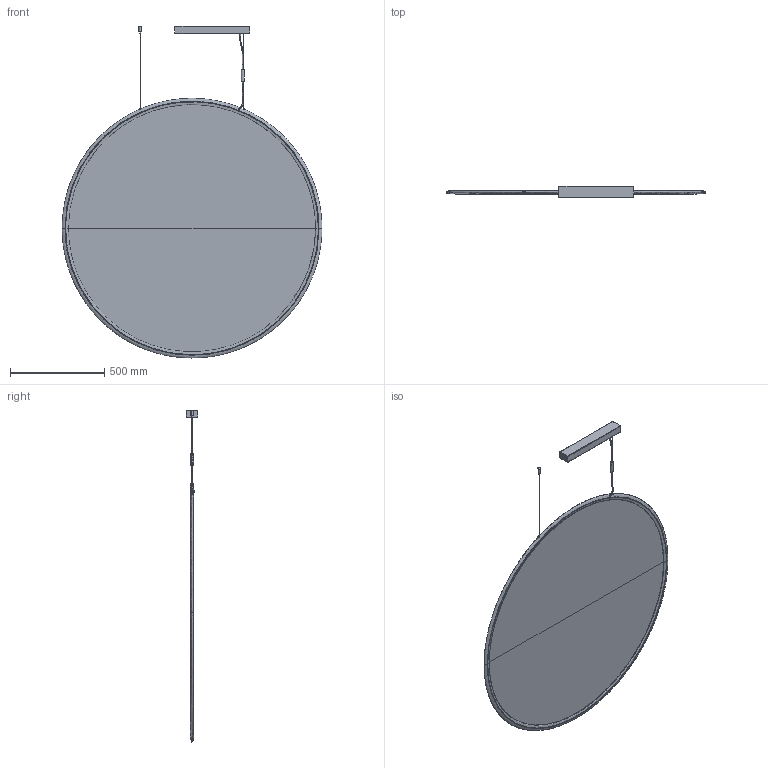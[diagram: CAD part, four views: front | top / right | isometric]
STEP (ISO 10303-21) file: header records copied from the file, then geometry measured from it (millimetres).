
FILE_DESCRIPTION(/* description */ (''),/* implementation_level */ '2;1');
FILE_NAME(/* name */ 'Discovery_Vertical_140_RGBW_TW',/* time_stamp */ '2020-04-28T18:35:55+02:00',/* author */ (''),/* organization */ (''),/* preprocessor_version */ 'ST-DEVELOPER v15',/* originating_system */ '',/* authorisation */ '');
FILE_SCHEMA (('AUTOMOTIVE_DESIGN'));
Length unit declared in the file: millimetre
Products named in the file (1): Document
Bounding box: 1380.08 x 60 x 1765.02 mm (x, y, z)
Volume: 6639868.5 mm3; surface area: 3295986.8 mm2
Topology: 4 solids, 13 shells, 216 faces, 519 edges, 303 vertices
Faces by surface type: bspline 185, plane 31
Entity records: 7778 total; most frequent: CARTESIAN_POINT 5067, ORIENTED_EDGE 980, EDGE_CURVE 519, VERTEX_POINT 303, EDGE_LOOP 224, ADVANCED_FACE 216, FACE_OUTER_BOUND 216, B_SPLINE_CURVE_WITH_KNOTS 86
